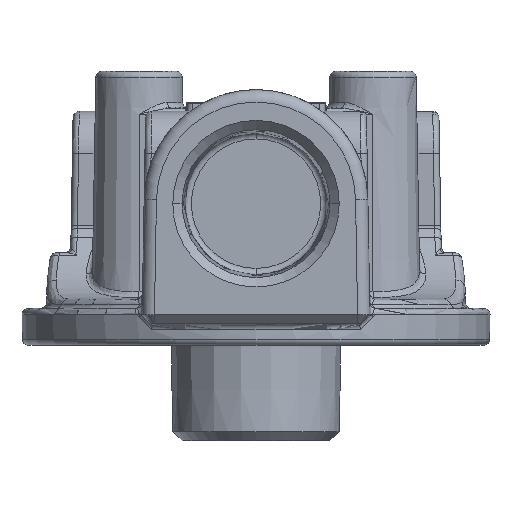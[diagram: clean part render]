
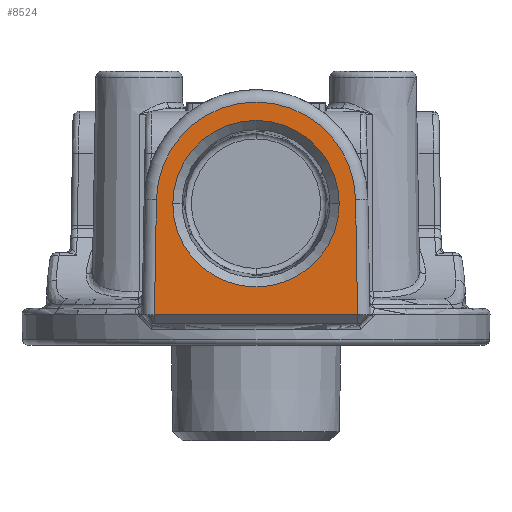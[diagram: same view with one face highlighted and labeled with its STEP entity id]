
A CAD part, left-side view. The second image highlights one B-rep face of the part: STEP entity #8524.
In plain terms, the highlighted planar face has unit normal (-1, 0, 0).
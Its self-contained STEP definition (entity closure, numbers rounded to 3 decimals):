
#114=PLANE('',#9242);
#802=CIRCLE('',#9239,13.519);
#803=CIRCLE('',#9241,13.519);
#804=CIRCLE('',#9243,16.171);
#4097=ORIENTED_EDGE('',*,*,#5450,.F.);
#4098=ORIENTED_EDGE('',*,*,#5451,.F.);
#4099=ORIENTED_EDGE('',*,*,#5341,.F.);
#4100=ORIENTED_EDGE('',*,*,#5335,.T.);
#4101=ORIENTED_EDGE('',*,*,#5452,.T.);
#4102=ORIENTED_EDGE('',*,*,#5453,.T.);
#5335=EDGE_CURVE('',#6142,#6143,#6455,.T.);
#5341=EDGE_CURVE('',#6142,#6146,#6457,.T.);
#5450=EDGE_CURVE('',#6206,#6205,#802,.T.);
#5451=EDGE_CURVE('',#6205,#6206,#803,.T.);
#5452=EDGE_CURVE('',#6143,#6207,#804,.T.);
#5453=EDGE_CURVE('',#6207,#6146,#6486,.T.);
#6142=VERTEX_POINT('',#23971);
#6143=VERTEX_POINT('',#23974);
#6146=VERTEX_POINT('',#23996);
#6205=VERTEX_POINT('',#25109);
#6206=VERTEX_POINT('',#25111);
#6207=VERTEX_POINT('',#25117);
#6455=LINE('',#23975,#6731);
#6457=LINE('',#23999,#6733);
#6486=LINE('',#25118,#6762);
#6731=VECTOR('',#10725,1000.);
#6733=VECTOR('',#10731,1000.);
#6762=VECTOR('',#10918,1000.);
#7329=EDGE_LOOP('',(#4097,#4098));
#7330=EDGE_LOOP('',(#4099,#4100,#4101,#4102));
#7905=FACE_BOUND('',#7329,.T.);
#7906=FACE_BOUND('',#7330,.T.);
#8524=ADVANCED_FACE('',(#7905,#7906),#114,.F.);
#9239=AXIS2_PLACEMENT_3D('',#25112,#10908,#10909);
#9241=AXIS2_PLACEMENT_3D('',#25114,#10912,#10913);
#9242=AXIS2_PLACEMENT_3D('',#25115,#10914,#10915);
#9243=AXIS2_PLACEMENT_3D('',#25116,#10916,#10917);
#10725=DIRECTION('',(0.,0.017,1.));
#10731=DIRECTION('',(0.,1.,0.));
#10908=DIRECTION('',(-1.,0.,0.));
#10909=DIRECTION('',(0.,1.,0.));
#10912=DIRECTION('',(-1.,0.,0.));
#10913=DIRECTION('',(0.,-1.,0.));
#10914=DIRECTION('',(1.,0.,0.));
#10915=DIRECTION('',(0.,1.,0.));
#10916=DIRECTION('',(-1.,0.,0.));
#10917=DIRECTION('',(0.,-1.,0.017));
#10918=DIRECTION('',(0.,0.017,-1.));
#23971=CARTESIAN_POINT('',(-48.25,-16.494,0.));
#23974=CARTESIAN_POINT('',(-48.25,-16.169,18.611));
#23975=CARTESIAN_POINT('',(-48.25,-16.494,0.));
#23996=CARTESIAN_POINT('',(-48.25,16.494,0.));
#23999=CARTESIAN_POINT('',(-48.25,-16.494,0.));
#25109=CARTESIAN_POINT('',(-48.25,-13.519,18.));
#25111=CARTESIAN_POINT('',(-48.25,13.519,18.));
#25112=CARTESIAN_POINT('',(-48.25,0.,18.));
#25114=CARTESIAN_POINT('',(-48.25,0.,18.));
#25115=CARTESIAN_POINT('',(-48.25,0.,0.));
#25116=CARTESIAN_POINT('',(-48.25,0.,18.329));
#25117=CARTESIAN_POINT('',(-48.25,16.169,18.611));
#25118=CARTESIAN_POINT('',(-48.25,16.169,18.611));
